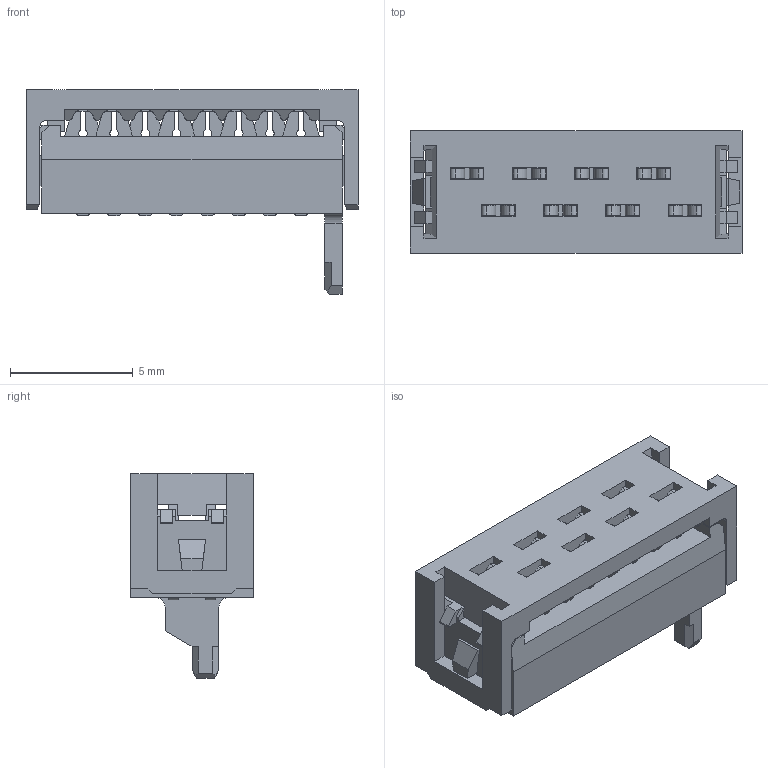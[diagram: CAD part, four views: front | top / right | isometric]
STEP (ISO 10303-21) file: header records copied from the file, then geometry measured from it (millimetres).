
FILE_DESCRIPTION (( 'STEP AP214' ), '1' );
FILE_NAME ('c-215083-8.STEP', '2022-11-28T13:32:35', ( '' ), ( '' ), 'SwSTEP 2.0', 'SolidWorks 2022', '' );
FILE_SCHEMA (( 'AUTOMOTIVE_DESIGN' ));
Length unit declared in the file: millimetre
Products named in the file (1): c-215083-8
Bounding box: 13.54 x 5 x 8.35 mm (x, y, z)
Volume: 191.8 mm3; surface area: 647.3 mm2
Topology: 1 solids, 1 shells, 525 faces, 1536 edges, 1017 vertices
Faces by surface type: plane 389, cylinder 136
Entity records: 18356 total; most frequent: CARTESIAN_POINT 4383, ORIENTED_EDGE 3072, DIRECTION 2644, EDGE_CURVE 1536, VECTOR 1184, LINE 1184, VERTEX_POINT 1017, AXIS2_PLACEMENT_3D 730
